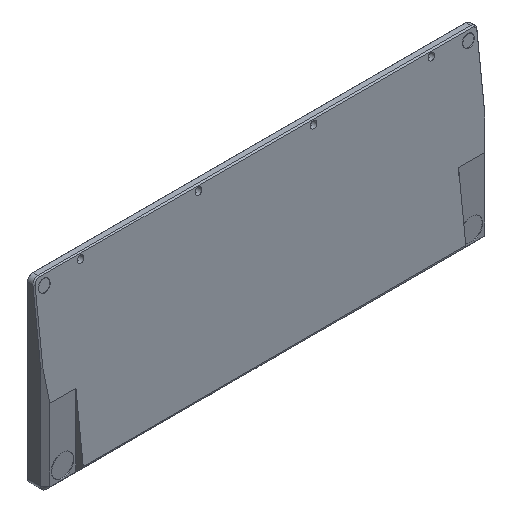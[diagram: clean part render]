
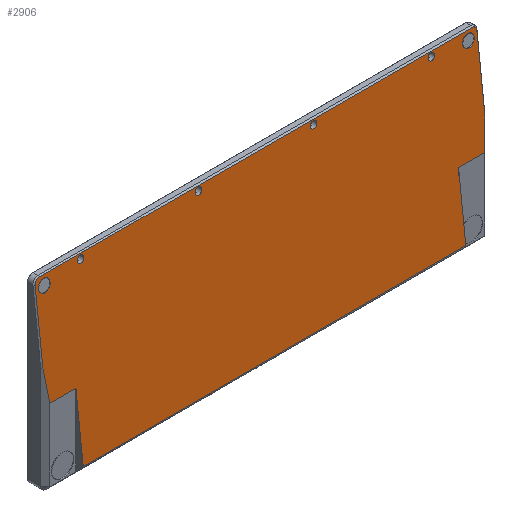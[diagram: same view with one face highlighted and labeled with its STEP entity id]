
A CAD part, isometric view. The second image highlights one B-rep face of the part: STEP entity #2906.
In plain terms, the highlighted planar face has unit normal (0, -0.994, 0.113).
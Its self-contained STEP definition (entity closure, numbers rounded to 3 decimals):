
#114=PLANE('',#3092);
#200=ELLIPSE('',#3093,3.019,3.);
#201=ELLIPSE('',#3094,3.019,3.);
#202=ELLIPSE('',#3095,3.019,3.);
#203=ELLIPSE('',#3096,3.019,3.);
#277=CIRCLE('',#3083,4.);
#279=CIRCLE('',#3089,4.);
#280=CIRCLE('',#3097,5.25);
#281=CIRCLE('',#3098,5.25);
#415=VECTOR('',#4551,1.);
#419=VECTOR('',#4560,1.);
#422=VECTOR('',#4566,1.);
#423=VECTOR('',#4567,1.);
#424=VECTOR('',#4568,1.);
#425=VECTOR('',#4569,1.);
#426=VECTOR('',#4570,1.);
#427=VECTOR('',#4571,1.);
#428=VECTOR('',#4572,1.);
#429=VECTOR('',#4573,1.);
#661=LINE('',#3437,#415);
#665=LINE('',#3463,#419);
#668=LINE('',#3471,#422);
#669=LINE('',#3473,#423);
#670=LINE('',#3475,#424);
#671=LINE('',#3477,#425);
#672=LINE('',#3479,#426);
#673=LINE('',#3481,#427);
#674=LINE('',#3483,#428);
#675=LINE('',#3485,#429);
#905=VERTEX_POINT('',#3424);
#906=VERTEX_POINT('',#3426);
#910=VERTEX_POINT('',#3438);
#913=VERTEX_POINT('',#3460);
#914=VERTEX_POINT('',#3464);
#917=VERTEX_POINT('',#3472);
#918=VERTEX_POINT('',#3474);
#919=VERTEX_POINT('',#3476);
#920=VERTEX_POINT('',#3478);
#921=VERTEX_POINT('',#3480);
#922=VERTEX_POINT('',#3482);
#923=VERTEX_POINT('',#3484);
#924=VERTEX_POINT('',#3487);
#925=VERTEX_POINT('',#3489);
#926=VERTEX_POINT('',#3491);
#927=VERTEX_POINT('',#3493);
#928=VERTEX_POINT('',#3495);
#929=VERTEX_POINT('',#3497);
#1191=EDGE_CURVE('',#906,#905,#277,.T.);
#1197=EDGE_CURVE('',#906,#910,#661,.T.);
#1201=EDGE_CURVE('',#913,#910,#279,.T.);
#1203=EDGE_CURVE('',#913,#914,#665,.T.);
#1207=EDGE_CURVE('',#917,#905,#668,.T.);
#1208=EDGE_CURVE('',#918,#917,#669,.T.);
#1209=EDGE_CURVE('',#918,#919,#670,.T.);
#1210=EDGE_CURVE('',#919,#920,#671,.T.);
#1211=EDGE_CURVE('',#921,#920,#672,.T.);
#1212=EDGE_CURVE('',#921,#922,#673,.T.);
#1213=EDGE_CURVE('',#922,#923,#674,.T.);
#1214=EDGE_CURVE('',#914,#923,#675,.T.);
#1215=EDGE_CURVE('',#924,#924,#200,.T.);
#1216=EDGE_CURVE('',#925,#925,#201,.T.);
#1217=EDGE_CURVE('',#926,#926,#202,.T.);
#1218=EDGE_CURVE('',#927,#927,#203,.T.);
#1219=EDGE_CURVE('',#928,#928,#280,.T.);
#1220=EDGE_CURVE('',#929,#929,#281,.T.);
#1619=ORIENTED_EDGE('',*,*,#1191,.T.);
#1620=ORIENTED_EDGE('',*,*,#1207,.F.);
#1621=ORIENTED_EDGE('',*,*,#1208,.F.);
#1622=ORIENTED_EDGE('',*,*,#1209,.T.);
#1623=ORIENTED_EDGE('',*,*,#1210,.T.);
#1624=ORIENTED_EDGE('',*,*,#1211,.F.);
#1625=ORIENTED_EDGE('',*,*,#1212,.T.);
#1626=ORIENTED_EDGE('',*,*,#1213,.T.);
#1627=ORIENTED_EDGE('',*,*,#1214,.F.);
#1628=ORIENTED_EDGE('',*,*,#1203,.F.);
#1629=ORIENTED_EDGE('',*,*,#1201,.T.);
#1630=ORIENTED_EDGE('',*,*,#1197,.F.);
#1631=ORIENTED_EDGE('',*,*,#1215,.T.);
#1632=ORIENTED_EDGE('',*,*,#1216,.T.);
#1633=ORIENTED_EDGE('',*,*,#1217,.T.);
#1634=ORIENTED_EDGE('',*,*,#1218,.T.);
#1635=ORIENTED_EDGE('',*,*,#1219,.T.);
#1636=ORIENTED_EDGE('',*,*,#1220,.T.);
#2418=EDGE_LOOP('',(#1619,#1620,#1621,#1622,#1623,#1624,#1625,#1626,#1627,
#1628,#1629,#1630));
#2419=EDGE_LOOP('',(#1631));
#2420=EDGE_LOOP('',(#1632));
#2421=EDGE_LOOP('',(#1633));
#2422=EDGE_LOOP('',(#1634));
#2423=EDGE_LOOP('',(#1635));
#2424=EDGE_LOOP('',(#1636));
#2660=FACE_BOUND('',#2418,.T.);
#2661=FACE_BOUND('',#2419,.T.);
#2662=FACE_BOUND('',#2420,.T.);
#2663=FACE_BOUND('',#2421,.T.);
#2664=FACE_BOUND('',#2422,.T.);
#2665=FACE_BOUND('',#2423,.T.);
#2666=FACE_BOUND('',#2424,.T.);
#2906=ADVANCED_FACE('',(#2660,#2661,#2662,#2663,#2664,#2665,#2666),#114,
 .T.);
#3083=AXIS2_PLACEMENT_3D('',#3425,#4539,#4540);
#3089=AXIS2_PLACEMENT_3D('',#3459,#4556,#4557);
#3092=AXIS2_PLACEMENT_3D('',#3470,#4565,$);
#3093=AXIS2_PLACEMENT_3D('',#3486,#4574,#4575);
#3094=AXIS2_PLACEMENT_3D('',#3488,#4576,#4577);
#3095=AXIS2_PLACEMENT_3D('',#3490,#4578,#4579);
#3096=AXIS2_PLACEMENT_3D('',#3492,#4580,#4581);
#3097=AXIS2_PLACEMENT_3D('',#3494,#4582,#4583);
#3098=AXIS2_PLACEMENT_3D('',#3496,#4584,#4585);
#3424=CARTESIAN_POINT('',(-201.5,-0.552,-4.849));
#3425=CARTESIAN_POINT('',(-197.5,-0.552,-4.849));
#3426=CARTESIAN_POINT('',(-197.5,-0.1,-0.875));
#3437=CARTESIAN_POINT('',(-202.5,-0.1,-0.875));
#3438=CARTESIAN_POINT('',(197.5,-0.1,-0.875));
#3459=CARTESIAN_POINT('',(197.5,-0.552,-4.849));
#3460=CARTESIAN_POINT('',(201.5,-0.552,-4.849));
#3463=CARTESIAN_POINT('',(201.5,-9.591,-84.178));
#3464=CARTESIAN_POINT('',(201.5,-7.599,-66.699));
#3470=CARTESIAN_POINT('',(-202.5,-9.4,-82.5));
#3471=CARTESIAN_POINT('',(-201.5,-9.591,-84.178));
#3472=CARTESIAN_POINT('',(-201.5,-7.599,-66.699));
#3473=CARTESIAN_POINT('',(-209.582,0.482,4.232));
#3474=CARTESIAN_POINT('',(-198.3,-10.799,-94.785));
#3475=CARTESIAN_POINT('',(-196.,-10.799,-94.785));
#3476=CARTESIAN_POINT('',(-174.5,-10.799,-94.785));
#3477=CARTESIAN_POINT('',(-174.5,10.769,94.521));
#3478=CARTESIAN_POINT('',(-174.5,-17.442,-153.089));
#3479=CARTESIAN_POINT('',(-233.026,-17.442,-153.089));
#3480=CARTESIAN_POINT('',(174.5,-17.442,-153.089));
#3481=CARTESIAN_POINT('',(174.5,10.769,94.521));
#3482=CARTESIAN_POINT('',(174.5,-10.799,-94.785));
#3483=CARTESIAN_POINT('',(-6.5,-10.799,-94.785));
#3484=CARTESIAN_POINT('',(198.3,-10.799,-94.785));
#3485=CARTESIAN_POINT('',(207.019,-2.08,-18.256));
#3486=CARTESIAN_POINT('',(-160.,-0.57,-5.));
#3487=CARTESIAN_POINT('',(-160.,-0.911,-8.));
#3488=CARTESIAN_POINT('',(-52.5,-0.57,-5.));
#3489=CARTESIAN_POINT('',(-52.5,-0.911,-8.));
#3490=CARTESIAN_POINT('',(160.,-0.57,-5.));
#3491=CARTESIAN_POINT('',(160.,-0.911,-8.));
#3492=CARTESIAN_POINT('',(52.5,-0.57,-5.));
#3493=CARTESIAN_POINT('',(52.5,-0.911,-8.));
#3494=CARTESIAN_POINT('',(-193.5,-1.019,-8.942));
#3495=CARTESIAN_POINT('',(-188.25,-1.019,-8.942));
#3496=CARTESIAN_POINT('',(193.5,-1.019,-8.942));
#3497=CARTESIAN_POINT('',(198.75,-1.019,-8.942));
#4539=DIRECTION('',(0.,-0.994,0.113));
#4540=DIRECTION('',(-4.,0.,0.));
#4551=DIRECTION('',(1.,0.,0.));
#4556=DIRECTION('',(0.,-0.994,0.113));
#4557=DIRECTION('',(4.,0.,0.));
#4560=DIRECTION('',(0.,-0.113,-0.994));
#4565=DIRECTION('',(0.,-0.994,0.113));
#4566=DIRECTION('',(0.,0.113,0.994));
#4567=DIRECTION('',(-0.112,0.112,0.987));
#4568=DIRECTION('',(1.,0.,0.));
#4569=DIRECTION('',(0.,-0.113,-0.994));
#4570=DIRECTION('',(-1.,0.,0.));
#4571=DIRECTION('',(0.,0.113,0.994));
#4572=DIRECTION('',(1.,0.,0.));
#4573=DIRECTION('',(-0.112,-0.112,-0.987));
#4574=DIRECTION('',(0.,0.994,-0.113));
#4575=DIRECTION('',(0.,0.342,3.));
#4576=DIRECTION('',(0.,0.994,-0.113));
#4577=DIRECTION('',(0.,0.342,3.));
#4578=DIRECTION('',(0.,0.994,-0.113));
#4579=DIRECTION('',(0.,0.342,3.));
#4580=DIRECTION('',(0.,0.994,-0.113));
#4581=DIRECTION('',(0.,0.342,3.));
#4582=DIRECTION('',(0.,0.994,-0.113));
#4583=DIRECTION('',(5.25,0.,0.));
#4584=DIRECTION('',(0.,0.994,-0.113));
#4585=DIRECTION('',(5.25,0.,0.));
